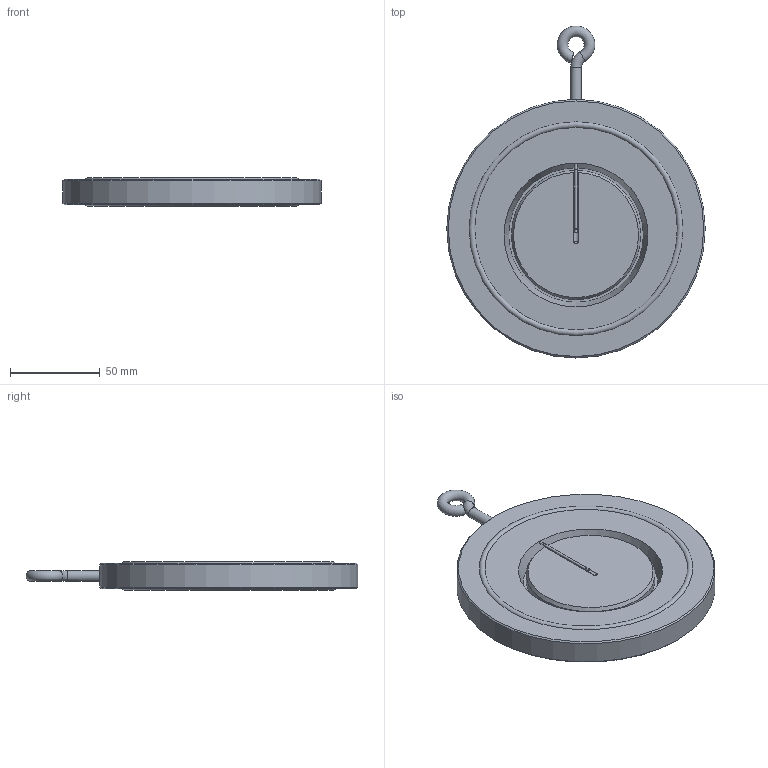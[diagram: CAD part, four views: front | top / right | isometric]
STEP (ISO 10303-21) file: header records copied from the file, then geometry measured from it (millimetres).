
FILE_DESCRIPTION (( 'STEP AP214' ), '1' );
FILE_NAME ('ZRKF-80.STEP', '2021-11-19T13:43:33', ( 'admin' ), ( 'Hewlett-Packard Company' ), 'SwSTEP 2.0', 'SolidWorks 2015', '' );
FILE_SCHEMA (( 'AUTOMOTIVE_DESIGN' ));
Length unit declared in the file: millimetre
Products named in the file (1): ZRKF-80
Bounding box: 144 x 184.97 x 15.8 mm (x, y, z)
Volume: 204208.8 mm3; surface area: 47341.6 mm2
Topology: 1 solids, 2 shells, 37 faces, 73 edges, 47 vertices
Faces by surface type: plane 12, torus 10, cylinder 9, cone 5, sphere 1
Full cylindrical faces by diameter (mm): 1.2 x3, 5 x1, 6 x1, 54 x1, 72 x1, 144 x1
Entity records: 942 total; most frequent: CARTESIAN_POINT 264, DIRECTION 146, ORIENTED_EDGE 82, AXIS2_PLACEMENT_3D 72, EDGE_LOOP 71, FACE_OUTER_BOUND 55, EDGE_CURVE 41, VERTEX_POINT 38
